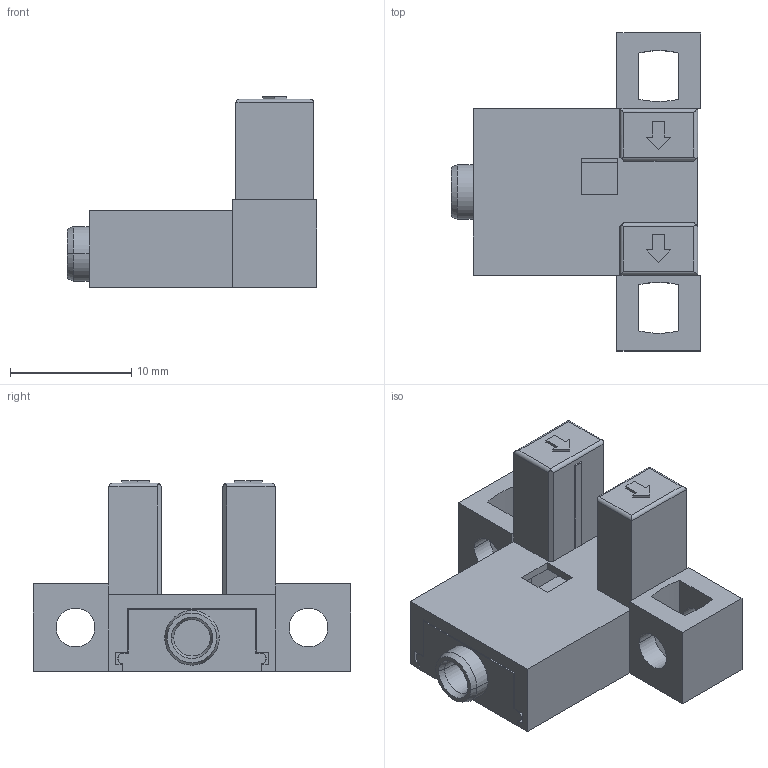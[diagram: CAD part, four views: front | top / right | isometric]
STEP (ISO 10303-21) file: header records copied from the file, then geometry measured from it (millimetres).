
FILE_DESCRIPTION((''),'2;1');
FILE_NAME('PRT0003','2020-07-19T',('admin'),(''),'PRO/ENGINEER BY PARAMETRIC TECHNOLOGY CORPORATION, 2008380','PRO/ENGINEER BY PARAMETRIC TECHNOLOGY CORPORATION, 2008380','');
FILE_SCHEMA(('CONFIG_CONTROL_DESIGN'));
Length unit declared in the file: millimetre
Products named in the file (1): PRT0003
Bounding box: 20.55 x 26.2 x 15.7 mm (x, y, z)
Volume: 82.5 mm3; surface area: 3545.2 mm2
Topology: 1 solids, 3 shells, 272 faces, 784 edges, 518 vertices
Faces by surface type: plane 230, cylinder 38, cone 4
Entity records: 8954 total; most frequent: CARTESIAN_POINT 1708, ORIENTED_EDGE 1568, DIRECTION 1374, EDGE_CURVE 784, VECTOR 684, LINE 684, VERTEX_POINT 518, AXIS2_PLACEMENT_3D 345
